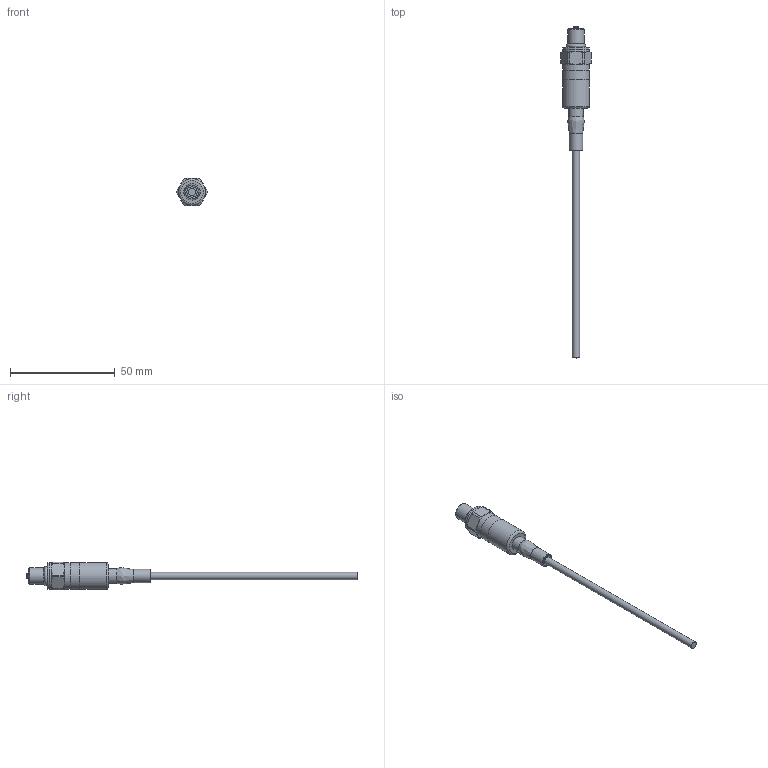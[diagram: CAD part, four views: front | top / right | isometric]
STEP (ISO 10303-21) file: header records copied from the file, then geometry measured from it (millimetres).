
FILE_DESCRIPTION (( 'STEP AP214' ), '1' );
FILE_NAME ('PCM127-29-09.STEP', '2019-09-12T07:25:01', ( '' ), ( '' ), 'SwSTEP 2.0', 'SolidWorks 2015', '' );
FILE_SCHEMA (( 'AUTOMOTIVE_DESIGN' ));
Length unit declared in the file: millimetre
Products named in the file (1): PCM127-29-09
Bounding box: 14.5 x 158.2 x 13 mm (x, y, z)
Surface area: 3820.9 mm2 (no closed solid volume)
Topology: 0 solids, 11 shells, 55 faces, 124 edges, 78 vertices
Faces by surface type: cylinder 20, plane 16, cone 15, torus 2, bspline 2
Full cylindrical faces by diameter (mm): 1.4 x2, 2.4 x2, 3.4 x1, 3.6 x1, 6.4 x1, 7 x1, 8 x1, 12.7 x5
Entity records: 2232 total; most frequent: CARTESIAN_POINT 487, DIRECTION 244, ORIENTED_EDGE 181, AXIS2_PLACEMENT_3D 116, EDGE_CURVE 101, EDGE_LOOP 82, VERTEX_POINT 75, FACE_OUTER_BOUND 70
